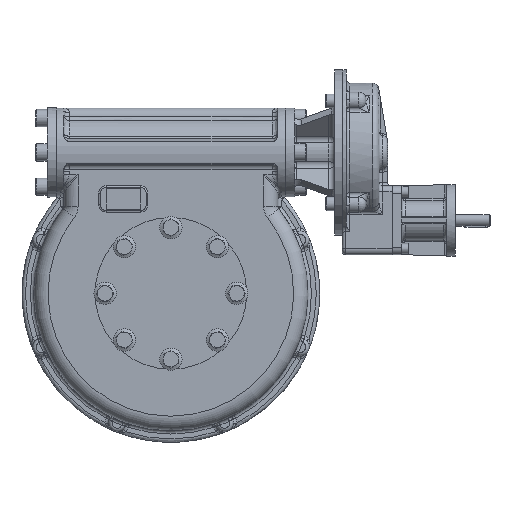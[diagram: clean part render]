
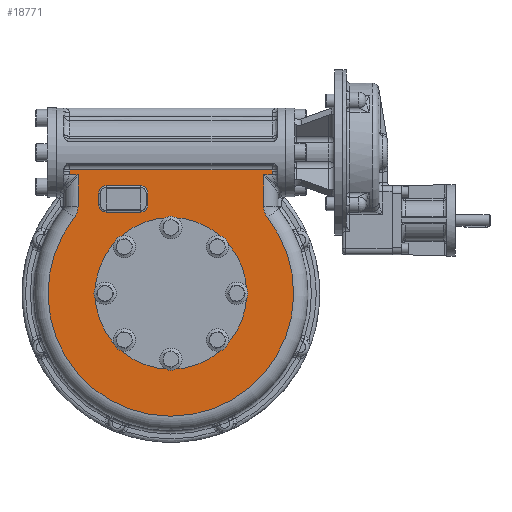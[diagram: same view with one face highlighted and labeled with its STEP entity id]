
A CAD part, top view. The second image highlights one B-rep face of the part: STEP entity #18771.
In plain terms, the highlighted planar face has unit normal (0, 0, 1).
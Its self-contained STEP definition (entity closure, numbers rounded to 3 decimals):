
#529=B_SPLINE_CURVE_WITH_KNOTS('',3,(#40013,#40014,#40015,#40016),
 .UNSPECIFIED.,.F.,.F.,(4,4),(0.,0.006),.UNSPECIFIED.);
#530=B_SPLINE_CURVE_WITH_KNOTS('',3,(#40083,#40084,#40085,#40086),
 .UNSPECIFIED.,.F.,.F.,(4,4),(0.,0.006),.UNSPECIFIED.);
#1385=LINE('',#40022,#2180);
#1388=LINE('',#40033,#2183);
#1390=LINE('',#40043,#2185);
#1391=LINE('',#40172,#2186);
#1394=LINE('',#40194,#2189);
#1395=LINE('',#40199,#2190);
#1397=LINE('',#40214,#2192);
#1421=LINE('',#42914,#2216);
#1422=LINE('',#42915,#2217);
#1423=LINE('',#42923,#2218);
#1424=LINE('',#42924,#2219);
#2180=VECTOR('',#24327,1000.);
#2183=VECTOR('',#24340,1000.);
#2185=VECTOR('',#24352,1000.);
#2186=VECTOR('',#24363,1000.);
#2189=VECTOR('',#24388,1000.);
#2190=VECTOR('',#24393,1000.);
#2192=VECTOR('',#24413,1000.);
#2216=VECTOR('',#24555,1000.);
#2217=VECTOR('',#24556,1000.);
#2218=VECTOR('',#24563,1000.);
#2219=VECTOR('',#24564,1000.);
#2697=PLANE('',#20648);
#6156=ORIENTED_EDGE('',*,*,#8785,.T.);
#6157=ORIENTED_EDGE('',*,*,#9214,.T.);
#6158=ORIENTED_EDGE('',*,*,#9209,.T.);
#6159=ORIENTED_EDGE('',*,*,#9216,.T.);
#6160=ORIENTED_EDGE('',*,*,#9222,.T.);
#6161=ORIENTED_EDGE('',*,*,#9228,.T.);
#6162=ORIENTED_EDGE('',*,*,#9230,.T.);
#6163=ORIENTED_EDGE('',*,*,#9226,.T.);
#6164=ORIENTED_EDGE('',*,*,#9220,.T.);
#6165=ORIENTED_EDGE('',*,*,#9202,.T.);
#6166=ORIENTED_EDGE('',*,*,#9204,.T.);
#6167=ORIENTED_EDGE('',*,*,#9323,.T.);
#6168=ORIENTED_EDGE('',*,*,#9324,.T.);
#6169=ORIENTED_EDGE('',*,*,#9325,.T.);
#6170=ORIENTED_EDGE('',*,*,#9326,.T.);
#6171=ORIENTED_EDGE('',*,*,#9327,.T.);
#6172=ORIENTED_EDGE('',*,*,#9328,.T.);
#6173=ORIENTED_EDGE('',*,*,#9329,.T.);
#6174=ORIENTED_EDGE('',*,*,#9188,.T.);
#6175=ORIENTED_EDGE('',*,*,#9191,.T.);
#6176=ORIENTED_EDGE('',*,*,#9197,.T.);
#8785=EDGE_CURVE('',#10827,#10827,#12156,.F.);
#9188=EDGE_CURVE('',#11059,#11062,#529,.T.);
#9191=EDGE_CURVE('',#11062,#11064,#1385,.T.);
#9197=EDGE_CURVE('',#11064,#11067,#1388,.F.);
#9202=EDGE_CURVE('',#11067,#11070,#1390,.T.);
#9204=EDGE_CURVE('',#11070,#11072,#530,.T.);
#9209=EDGE_CURVE('',#11076,#11075,#1391,.F.);
#9214=EDGE_CURVE('',#11078,#11076,#12416,.F.);
#9216=EDGE_CURVE('',#11075,#11081,#12418,.F.);
#9220=EDGE_CURVE('',#11082,#11078,#1394,.F.);
#9222=EDGE_CURVE('',#11081,#11085,#1395,.F.);
#9226=EDGE_CURVE('',#11086,#11082,#12424,.F.);
#9228=EDGE_CURVE('',#11085,#11089,#12426,.F.);
#9230=EDGE_CURVE('',#11089,#11086,#1397,.F.);
#9323=EDGE_CURVE('',#11072,#11031,#1421,.T.);
#9324=EDGE_CURVE('',#11031,#11136,#1422,.F.);
#9325=EDGE_CURVE('',#11136,#11137,#12453,.F.);
#9326=EDGE_CURVE('',#11137,#11138,#12454,.T.);
#9327=EDGE_CURVE('',#11138,#11139,#12455,.F.);
#9328=EDGE_CURVE('',#11139,#11002,#1423,.F.);
#9329=EDGE_CURVE('',#11002,#11059,#1424,.F.);
#10827=VERTEX_POINT('',#35041);
#11002=VERTEX_POINT('',#38900);
#11031=VERTEX_POINT('',#39691);
#11059=VERTEX_POINT('',#39963);
#11062=VERTEX_POINT('',#40012);
#11064=VERTEX_POINT('',#40021);
#11067=VERTEX_POINT('',#40032);
#11070=VERTEX_POINT('',#40042);
#11072=VERTEX_POINT('',#40082);
#11075=VERTEX_POINT('',#40171);
#11076=VERTEX_POINT('',#40173);
#11078=VERTEX_POINT('',#40179);
#11081=VERTEX_POINT('',#40186);
#11082=VERTEX_POINT('',#40191);
#11085=VERTEX_POINT('',#40198);
#11086=VERTEX_POINT('',#40203);
#11089=VERTEX_POINT('',#40210);
#11136=VERTEX_POINT('',#42916);
#11137=VERTEX_POINT('',#42918);
#11138=VERTEX_POINT('',#42920);
#11139=VERTEX_POINT('',#42922);
#12156=CIRCLE('',#20187,131.25);
#12416=CIRCLE('',#20572,13.);
#12418=CIRCLE('',#20575,13.);
#12424=CIRCLE('',#20584,13.);
#12426=CIRCLE('',#20587,13.);
#12453=CIRCLE('',#20649,31.);
#12454=CIRCLE('',#20650,214.5);
#12455=CIRCLE('',#20651,31.);
#13498=EDGE_LOOP('',(#6156));
#13499=EDGE_LOOP('',(#6157,#6158,#6159,#6160,#6161,#6162,#6163,#6164));
#13500=EDGE_LOOP('',(#6165,#6166,#6167,#6168,#6169,#6170,#6171,#6172,#6173,
#6174,#6175,#6176));
#14768=FACE_BOUND('',#13498,.T.);
#14769=FACE_BOUND('',#13499,.T.);
#14770=FACE_BOUND('',#13500,.T.);
#18771=ADVANCED_FACE('',(#14768,#14769,#14770),#2697,.T.);
#20187=AXIS2_PLACEMENT_3D('',#35040,#23560,#23561);
#20572=AXIS2_PLACEMENT_3D('',#40182,#24373,#24374);
#20575=AXIS2_PLACEMENT_3D('',#40187,#24379,#24380);
#20584=AXIS2_PLACEMENT_3D('',#40206,#24401,#24402);
#20587=AXIS2_PLACEMENT_3D('',#40211,#24407,#24408);
#20648=AXIS2_PLACEMENT_3D('',#42913,#24553,#24554);
#20649=AXIS2_PLACEMENT_3D('',#42917,#24557,#24558);
#20650=AXIS2_PLACEMENT_3D('',#42919,#24559,#24560);
#20651=AXIS2_PLACEMENT_3D('',#42921,#24561,#24562);
#23560=DIRECTION('',(0.,0.,1.));
#23561=DIRECTION('',(1.,0.,0.));
#24327=DIRECTION('',(0.,1.,0.));
#24340=DIRECTION('',(1.,0.,0.));
#24352=DIRECTION('',(0.,-1.,0.));
#24363=DIRECTION('',(-1.,0.,0.));
#24373=DIRECTION('',(0.,0.,1.));
#24374=DIRECTION('',(1.,0.,0.));
#24379=DIRECTION('',(0.,0.,1.));
#24380=DIRECTION('',(1.,0.,0.));
#24388=DIRECTION('',(0.,-1.,0.));
#24393=DIRECTION('',(0.,1.,0.));
#24401=DIRECTION('',(0.,0.,1.));
#24402=DIRECTION('',(1.,0.,0.));
#24407=DIRECTION('',(0.,0.,1.));
#24408=DIRECTION('',(1.,0.,0.));
#24413=DIRECTION('',(1.,0.,0.));
#24553=DIRECTION('',(0.,0.,1.));
#24554=DIRECTION('',(1.,0.,0.));
#24555=DIRECTION('',(1.,0.,0.));
#24556=DIRECTION('',(0.,1.,0.));
#24557=DIRECTION('',(0.,0.,1.));
#24558=DIRECTION('',(1.,0.,0.));
#24559=DIRECTION('',(0.,0.,1.));
#24560=DIRECTION('',(1.,0.,0.));
#24561=DIRECTION('',(0.,0.,1.));
#24562=DIRECTION('',(1.,0.,0.));
#24563=DIRECTION('',(0.,-1.,0.));
#24564=DIRECTION('',(-1.,0.,0.));
#35040=CARTESIAN_POINT('',(0.,0.,60.));
#35041=CARTESIAN_POINT('',(131.25,0.,60.));
#38900=CARTESIAN_POINT('',(162.,207.249,60.));
#39691=CARTESIAN_POINT('',(-162.,207.249,60.));
#39963=CARTESIAN_POINT('',(177.37,207.249,60.));
#40012=CARTESIAN_POINT('',(177.,213.12,60.));
#40013=CARTESIAN_POINT('',(177.37,207.249,60.));
#40014=CARTESIAN_POINT('',(177.104,209.197,60.));
#40015=CARTESIAN_POINT('',(177.,211.155,60.));
#40016=CARTESIAN_POINT('',(177.,213.12,60.));
#40021=CARTESIAN_POINT('',(177.,215.651,60.));
#40022=CARTESIAN_POINT('',(177.,212.972,60.));
#40032=CARTESIAN_POINT('',(-177.,215.651,60.));
#40033=CARTESIAN_POINT('',(-177.,215.651,60.));
#40042=CARTESIAN_POINT('',(-177.,213.12,60.));
#40043=CARTESIAN_POINT('',(-177.,207.249,60.));
#40082=CARTESIAN_POINT('',(-177.37,207.249,60.));
#40083=CARTESIAN_POINT('',(-177.,213.12,60.));
#40084=CARTESIAN_POINT('',(-177.,211.155,60.));
#40085=CARTESIAN_POINT('',(-177.104,209.197,60.));
#40086=CARTESIAN_POINT('',(-177.37,207.249,60.));
#40171=CARTESIAN_POINT('',(-53.,188.,60.));
#40172=CARTESIAN_POINT('',(0.,188.,60.));
#40173=CARTESIAN_POINT('',(-113.,188.,60.));
#40179=CARTESIAN_POINT('',(-126.,175.,60.));
#40182=CARTESIAN_POINT('',(-113.,175.,60.));
#40186=CARTESIAN_POINT('',(-40.,175.,60.));
#40187=CARTESIAN_POINT('',(-53.,175.,60.));
#40191=CARTESIAN_POINT('',(-126.,155.,60.));
#40194=CARTESIAN_POINT('',(-126.,239.5,60.));
#40198=CARTESIAN_POINT('',(-40.,155.,60.));
#40199=CARTESIAN_POINT('',(-40.,239.5,60.));
#40203=CARTESIAN_POINT('',(-113.,142.,60.));
#40206=CARTESIAN_POINT('',(-113.,155.,60.));
#40210=CARTESIAN_POINT('',(-53.,142.,60.));
#40211=CARTESIAN_POINT('',(-53.,155.,60.));
#40214=CARTESIAN_POINT('',(0.,142.,60.));
#42913=CARTESIAN_POINT('',(0.,239.5,60.));
#42914=CARTESIAN_POINT('',(0.,207.249,60.));
#42915=CARTESIAN_POINT('',(-162.,151.728,60.));
#42916=CARTESIAN_POINT('',(-162.,151.728,60.));
#42917=CARTESIAN_POINT('',(-193.,151.728,60.));
#42918=CARTESIAN_POINT('',(-168.629,132.568,60.));
#42919=CARTESIAN_POINT('',(0.,0.,60.));
#42920=CARTESIAN_POINT('',(168.629,132.568,60.));
#42921=CARTESIAN_POINT('',(193.,151.728,60.));
#42922=CARTESIAN_POINT('',(162.,151.728,60.));
#42923=CARTESIAN_POINT('',(162.,246.38,60.));
#42924=CARTESIAN_POINT('',(0.,207.249,60.));
